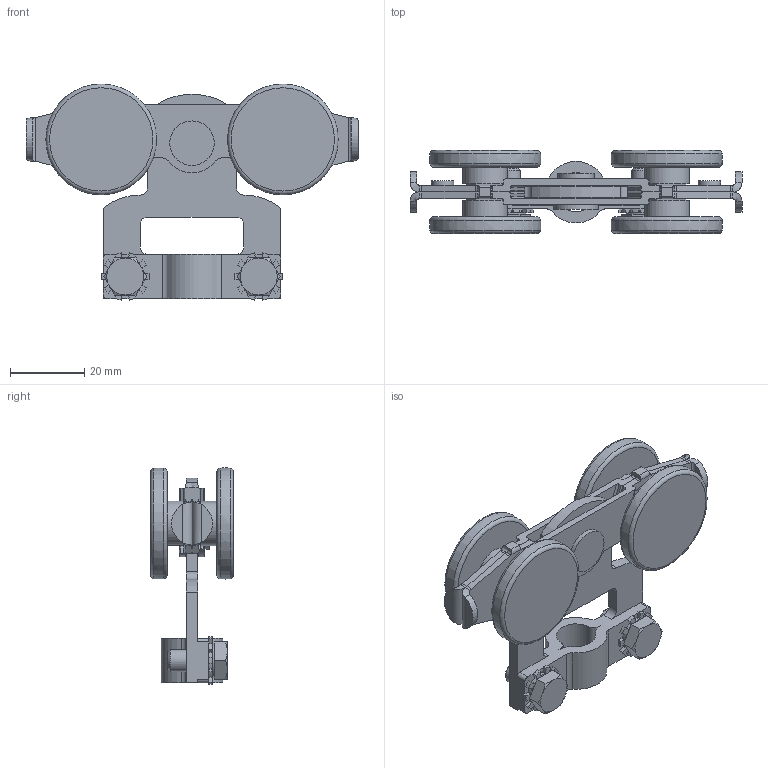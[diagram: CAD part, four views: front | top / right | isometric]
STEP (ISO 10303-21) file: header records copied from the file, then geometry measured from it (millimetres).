
FILE_DESCRIPTION(/* description */ (''),/* implementation_level */ '2;1');
FILE_NAME(/* name */ '2832.stp',/* time_stamp */ '2022-12-02T11:00:20+01:00',/* author */ ('Giuliano'),/* organization */ (''),/* preprocessor_version */ 'ST-DEVELOPER v18.1',/* originating_system */ 'Autodesk Inventor 2021',/* authorisation */ '');
FILE_SCHEMA (('AUTOMOTIVE_DESIGN { 1 0 10303 214 3 1 1 }'));
Length unit declared in the file: millimetre
Products named in the file (1): Pièce1
Bounding box: 89.6 x 22.4 x 58.38 mm (x, y, z)
Volume: 28784.6 mm3; surface area: 19431.6 mm2
Topology: 1 solids, 1 shells, 462 faces, 1226 edges, 778 vertices
Faces by surface type: plane 205, cylinder 201, bspline 18, torus 16, cone 14, sphere 8
Full cylindrical faces by diameter (mm): 6 x4, 8.88 x2, 9.9 x3, 12 x5
Entity records: 16901 total; most frequent: CARTESIAN_POINT 5241, DIRECTION 2482, ORIENTED_EDGE 2436, EDGE_CURVE 1218, AXIS2_PLACEMENT_3D 883, VERTEX_POINT 778, LINE 716, VECTOR 716
